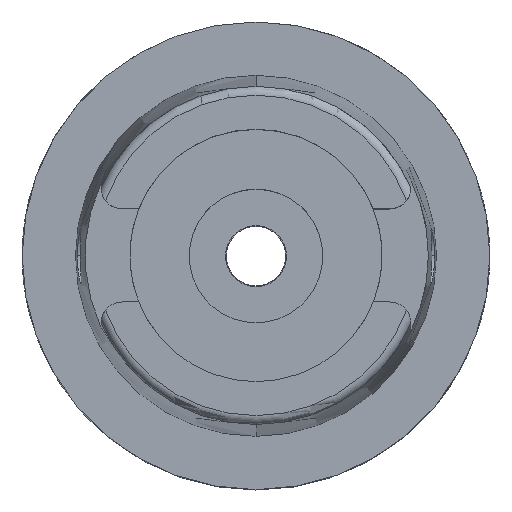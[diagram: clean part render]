
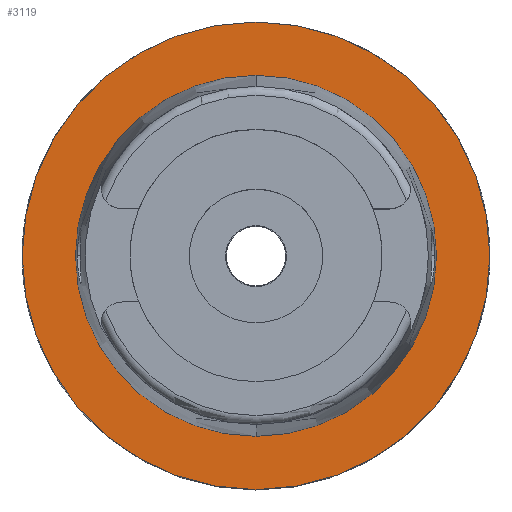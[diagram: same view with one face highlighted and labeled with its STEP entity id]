
A CAD part, top view. The second image highlights one B-rep face of the part: STEP entity #3119.
In plain terms, the highlighted planar face has unit normal (0, 0, 1).
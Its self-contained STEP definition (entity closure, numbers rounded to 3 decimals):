
#638=CARTESIAN_POINT('',(0.,0.,0.));
#639=DIRECTION('',(0.,0.,-1.));
#640=DIRECTION('',(0.,-1.,0.));
#641=AXIS2_PLACEMENT_3D('',#638,#639,#640);
#646=CARTESIAN_POINT('',(0.,0.,0.));
#647=DIRECTION('',(0.,0.,-1.));
#648=DIRECTION('',(0.,1.,0.));
#649=AXIS2_PLACEMENT_3D('',#646,#647,#648);
#654=CARTESIAN_POINT('',(0.,0.,0.));
#655=DIRECTION('',(0.,0.,1.));
#656=DIRECTION('',(0.,-1.,0.));
#657=AXIS2_PLACEMENT_3D('',#654,#655,#656);
#662=CARTESIAN_POINT('',(0.,0.,0.));
#663=DIRECTION('',(0.,0.,1.));
#664=DIRECTION('',(0.,1.,0.));
#665=AXIS2_PLACEMENT_3D('',#662,#663,#664);
#2439=CARTESIAN_POINT('',(0.,-24.315,0.));
#2440=VERTEX_POINT('',#2439);
#2441=CARTESIAN_POINT('',(0.,24.315,0.));
#2442=VERTEX_POINT('',#2441);
#2729=CARTESIAN_POINT('',(0.,31.5,0.));
#2730=VERTEX_POINT('',#2729);
#2731=CARTESIAN_POINT('',(0.,-31.5,0.));
#2732=VERTEX_POINT('',#2731);
#3104=CARTESIAN_POINT('',(0.,0.,0.));
#3105=DIRECTION('',(0.,0.,1.));
#3106=DIRECTION('',(0.,1.,0.));
#3107=AXIS2_PLACEMENT_3D('',#3104,#3105,#3106);
#3108=PLANE('',#3107);
#3110=ORIENTED_EDGE('',*,*,#3109,.T.);
#3112=ORIENTED_EDGE('',*,*,#3111,.T.);
#3113=EDGE_LOOP('',(#3110,#3112));
#3114=FACE_OUTER_BOUND('',#3113,.F.);
#3115=ORIENTED_EDGE('',*,*,#3062,.T.);
#3116=ORIENTED_EDGE('',*,*,#2851,.T.);
#3117=EDGE_LOOP('',(#3115,#3116));
#3118=FACE_BOUND('',#3117,.F.);
#642=CIRCLE('',#641,31.5);
#650=CIRCLE('',#649,31.5);
#658=CIRCLE('',#657,24.315);
#666=CIRCLE('',#665,24.315);
#2851=EDGE_CURVE('',#2442,#2440,#666,.T.);
#3062=EDGE_CURVE('',#2440,#2442,#658,.T.);
#3109=EDGE_CURVE('',#2732,#2730,#642,.T.);
#3111=EDGE_CURVE('',#2730,#2732,#650,.T.);
#3119=ADVANCED_FACE('',(#3114,#3118),#3108,.T.);
